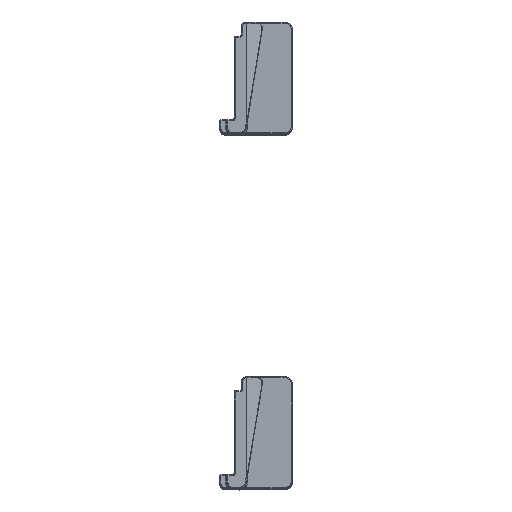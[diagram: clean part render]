
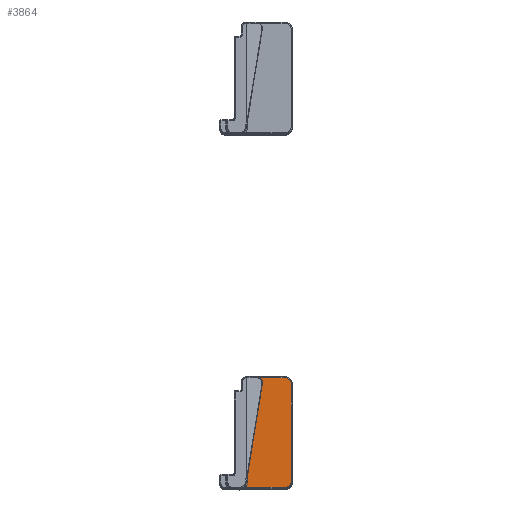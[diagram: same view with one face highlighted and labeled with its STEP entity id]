
A CAD part, top view. The second image highlights one B-rep face of the part: STEP entity #3864.
In plain terms, the highlighted face is planar.
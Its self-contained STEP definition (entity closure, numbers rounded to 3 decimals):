
#2458 = B_SPLINE_CURVE_WITH_KNOTS ( 'NONE', 3,
 ( #31034, #20622, #3028, #41915, #16677, #13574 ),
 .UNSPECIFIED., .F., .F.,
 ( 4, 2, 4 ),
 ( 0., 0.5, 1. ),
 .UNSPECIFIED. ) ;
#2473 = VECTOR ( 'NONE', #21191, 1000. ) ;
#2481 = VERTEX_POINT ( 'NONE', #29989 ) ;
#2579 = CARTESIAN_POINT ( 'NONE',  ( -115.202, 48.195, -53.163 ) ) ;
#2654 = DIRECTION ( 'NONE',  ( 0., 0., -1. ) ) ;
#2753 = VERTEX_POINT ( 'NONE', #24496 ) ;
#2790 = DIRECTION ( 'NONE',  ( 0., 1., 0. ) ) ;
#2973 = CARTESIAN_POINT ( 'NONE',  ( -84.002, 48.195, -65.763 ) ) ;
#3028 = CARTESIAN_POINT ( 'NONE',  ( -114.369, 48.195, -53.309 ) ) ;
#3054 =( BOUNDED_CURVE ( )  B_SPLINE_CURVE ( 3, ( #10062, #17246, #24319, #34393 ),
 .UNSPECIFIED., .F., .T. ) 
 B_SPLINE_CURVE_WITH_KNOTS ( ( 4, 4 ),
 ( 0., 1. ),
 .UNSPECIFIED. ) 
 CURVE ( )  GEOMETRIC_REPRESENTATION_ITEM ( )  RATIONAL_B_SPLINE_CURVE ( ( 1., 0.805, 0.805, 1. ) ) 
 REPRESENTATION_ITEM ( '' )  );
#3124 = CARTESIAN_POINT ( 'NONE',  ( -113.639, 48.195, -53.463 ) ) ;
#3427 = CARTESIAN_POINT ( 'NONE',  ( -87.702, 48.195, -53.163 ) ) ;
#3864 = ADVANCED_FACE ( 'NONE', ( #32399 ), #5674, .F. ) ;
#4104 = VECTOR ( 'NONE', #24577, 1000. ) ;
#4490 = EDGE_CURVE ( 'NONE', #19175, #24608, #42268, .T. ) ;
#4853 = CARTESIAN_POINT ( 'NONE',  ( -113.703, 48.195, -53.461 ) ) ;
#5231 = DIRECTION ( 'NONE',  ( 0.987, 0., -0.16 ) ) ;
#5250 = CARTESIAN_POINT ( 'NONE',  ( -86.002, 48.195, -51.963 ) ) ;
#5304 = EDGE_CURVE ( 'NONE', #15338, #23301, #2458, .T. ) ;
#5674 = PLANE ( 'NONE',  #22059 ) ;
#6542 = VECTOR ( 'NONE', #7365, 1000. ) ;
#6957 = CARTESIAN_POINT ( 'NONE',  ( -88.302, 48.195, -53.463 ) ) ;
#7365 = DIRECTION ( 'NONE',  ( 0., 0., 1. ) ) ;
#7731 = ORIENTED_EDGE ( 'NONE', *, *, #19722, .F. ) ;
#8325 =( BOUNDED_CURVE ( )  B_SPLINE_CURVE ( 3, ( #5250, #25984, #29579, #33089 ),
 .UNSPECIFIED., .F., .F. ) 
 B_SPLINE_CURVE_WITH_KNOTS ( ( 4, 4 ),
 ( 0., 1. ),
 .UNSPECIFIED. ) 
 CURVE ( )  GEOMETRIC_REPRESENTATION_ITEM ( )  RATIONAL_B_SPLINE_CURVE ( ( 1., 0.805, 0.805, 1. ) ) 
 REPRESENTATION_ITEM ( '' )  );
#9204 = EDGE_CURVE ( 'NONE', #20674, #19175, #16014, .T. ) ;
#9562 = DIRECTION ( 'NONE',  ( -1., 0., 0. ) ) ;
#10062 = CARTESIAN_POINT ( 'NONE',  ( -113.502, 48.195, -65.763 ) ) ;
#10131 = EDGE_CURVE ( 'NONE', #28090, #23301, #21889, .T. ) ;
#11531 = CARTESIAN_POINT ( 'NONE',  ( -87.702, 48.195, -52.863 ) ) ;
#11659 = CARTESIAN_POINT ( 'NONE',  ( -113.735, 48.195, -53.456 ) ) ;
#11989 = VECTOR ( 'NONE', #28237, 1000. ) ;
#12718 = EDGE_CURVE ( 'NONE', #37042, #43322, #23616, .T. ) ;
#13574 = CARTESIAN_POINT ( 'NONE',  ( -115.202, 48.195, -52.713 ) ) ;
#15338 = VERTEX_POINT ( 'NONE', #22524 ) ;
#16014 =( BOUNDED_CURVE ( )  B_SPLINE_CURVE ( 3, ( #41680, #27643, #38111, #34592 ),
 .UNSPECIFIED., .F., .T. ) 
 B_SPLINE_CURVE_WITH_KNOTS ( ( 4, 4 ),
 ( 0., 1. ),
 .UNSPECIFIED. ) 
 CURVE ( )  GEOMETRIC_REPRESENTATION_ITEM ( )  RATIONAL_B_SPLINE_CURVE ( ( 1., 0.805, 0.805, 1. ) ) 
 REPRESENTATION_ITEM ( '' )  );
#16677 = CARTESIAN_POINT ( 'NONE',  ( -115.027, 48.195, -52.904 ) ) ;
#16700 = VERTEX_POINT ( 'NONE', #3124 ) ;
#16785 = EDGE_CURVE ( 'NONE', #43322, #2481, #33794, .T. ) ;
#17246 = CARTESIAN_POINT ( 'NONE',  ( -114.498, 48.195, -65.763 ) ) ;
#17278 = ORIENTED_EDGE ( 'NONE', *, *, #32720, .F. ) ;
#17555 = CARTESIAN_POINT ( 'NONE',  ( -115.202, 48.195, -52.713 ) ) ;
#17635 = EDGE_CURVE ( 'NONE', #15338, #42363, #36996, .T. ) ;
#18623 = CARTESIAN_POINT ( 'NONE',  ( -113.639, 48.195, -53.463 ) ) ;
#19175 = VERTEX_POINT ( 'NONE', #21609 ) ;
#19722 = EDGE_CURVE ( 'NONE', #42363, #16700, #30456, .T. ) ;
#20106 = ORIENTED_EDGE ( 'NONE', *, *, #17635, .F. ) ;
#20622 = CARTESIAN_POINT ( 'NONE',  ( -114.127, 48.195, -53.392 ) ) ;
#20674 = VERTEX_POINT ( 'NONE', #28703 ) ;
#21043 = CARTESIAN_POINT ( 'NONE',  ( -84.002, 48.195, -53.463 ) ) ;
#21076 = EDGE_LOOP ( 'NONE', ( #36722, #28379, #34279, #38459, #40114, #24538, #7731, #20106, #25944, #43981, #17278, #44030, #40782 ) ) ;
#21191 = DIRECTION ( 'NONE',  ( 1., 0., 0. ) ) ;
#21296 = LINE ( 'NONE', #31966, #11989 ) ;
#21609 = CARTESIAN_POINT ( 'NONE',  ( -86.002, 48.195, -65.763 ) ) ;
#21889 = LINE ( 'NONE', #2579, #6542 ) ;
#22059 = AXIS2_PLACEMENT_3D ( 'NONE', #44923, #2790, #27355 ) ;
#22524 = CARTESIAN_POINT ( 'NONE',  ( -113.87, 48.195, -53.434 ) ) ;
#22653 = VECTOR ( 'NONE', #5231, 1000. ) ;
#23301 = VERTEX_POINT ( 'NONE', #17555 ) ;
#23616 =( BOUNDED_CURVE ( )  B_SPLINE_CURVE ( 3, ( #6957, #41900, #45432, #34816 ),
 .UNSPECIFIED., .F., .T. ) 
 B_SPLINE_CURVE_WITH_KNOTS ( ( 4, 4 ),
 ( 0., 1. ),
 .UNSPECIFIED. ) 
 CURVE ( )  GEOMETRIC_REPRESENTATION_ITEM ( )  RATIONAL_B_SPLINE_CURVE ( ( 1., 0.805, 0.805, 1. ) ) 
 REPRESENTATION_ITEM ( '' )  );
#24319 = CARTESIAN_POINT ( 'NONE',  ( -115.202, 48.195, -65.059 ) ) ;
#24496 = CARTESIAN_POINT ( 'NONE',  ( -86.002, 48.195, -51.963 ) ) ;
#24538 = ORIENTED_EDGE ( 'NONE', *, *, #43128, .F. ) ;
#24577 = DIRECTION ( 'NONE',  ( 0., 0., 1. ) ) ;
#24582 = CARTESIAN_POINT ( 'NONE',  ( -84.302, 48.195, -53.663 ) ) ;
#24608 = VERTEX_POINT ( 'NONE', #29800 ) ;
#25916 = CARTESIAN_POINT ( 'NONE',  ( -115.202, 48.195, -64.063 ) ) ;
#25944 = ORIENTED_EDGE ( 'NONE', *, *, #5304, .T. ) ;
#25984 = CARTESIAN_POINT ( 'NONE',  ( -85.006, 48.195, -51.963 ) ) ;
#26025 = CARTESIAN_POINT ( 'NONE',  ( -113.671, 48.195, -53.463 ) ) ;
#26432 = VERTEX_POINT ( 'NONE', #24582 ) ;
#27355 = DIRECTION ( 'NONE',  ( 0., 0., 1. ) ) ;
#27643 = CARTESIAN_POINT ( 'NONE',  ( -84.302, 48.195, -65.059 ) ) ;
#28090 = VERTEX_POINT ( 'NONE', #25916 ) ;
#28237 = DIRECTION ( 'NONE',  ( 1., 0., 0. ) ) ;
#28379 = ORIENTED_EDGE ( 'NONE', *, *, #44716, .F. ) ;
#28703 = CARTESIAN_POINT ( 'NONE',  ( -84.302, 48.195, -64.063 ) ) ;
#28825 = LINE ( 'NONE', #21043, #2473 ) ;
#29579 = CARTESIAN_POINT ( 'NONE',  ( -84.302, 48.195, -52.667 ) ) ;
#29800 = CARTESIAN_POINT ( 'NONE',  ( -113.502, 48.195, -65.763 ) ) ;
#29989 = CARTESIAN_POINT ( 'NONE',  ( -87.702, 48.195, -51.963 ) ) ;
#30456 =( BOUNDED_CURVE ( )  B_SPLINE_CURVE ( 3, ( #39908, #4853, #26025, #18623 ),
 .UNSPECIFIED., .F., .T. ) 
 B_SPLINE_CURVE_WITH_KNOTS ( ( 4, 4 ),
 ( 0., 1. ),
 .UNSPECIFIED. ) 
 CURVE ( )  GEOMETRIC_REPRESENTATION_ITEM ( )  RATIONAL_B_SPLINE_CURVE ( ( 1., 0.998, 0.998, 1. ) ) 
 REPRESENTATION_ITEM ( '' )  );
#31034 = CARTESIAN_POINT ( 'NONE',  ( -113.87, 48.195, -53.434 ) ) ;
#31966 = CARTESIAN_POINT ( 'NONE',  ( -84.002, 48.195, -51.963 ) ) ;
#32358 = VECTOR ( 'NONE', #9562, 1000. ) ;
#32399 = FACE_OUTER_BOUND ( 'NONE', #21076, .T. ) ;
#32720 = EDGE_CURVE ( 'NONE', #24608, #28090, #3054, .T. ) ;
#32814 = CARTESIAN_POINT ( 'NONE',  ( -88.302, 48.195, -53.463 ) ) ;
#33089 = CARTESIAN_POINT ( 'NONE',  ( -84.302, 48.195, -53.663 ) ) ;
#33794 = LINE ( 'NONE', #3427, #4104 ) ;
#34279 = ORIENTED_EDGE ( 'NONE', *, *, #35320, .F. ) ;
#34393 = CARTESIAN_POINT ( 'NONE',  ( -115.202, 48.195, -64.063 ) ) ;
#34592 = CARTESIAN_POINT ( 'NONE',  ( -86.002, 48.195, -65.763 ) ) ;
#34816 = CARTESIAN_POINT ( 'NONE',  ( -87.702, 48.195, -52.863 ) ) ;
#35320 = EDGE_CURVE ( 'NONE', #2481, #2753, #21296, .T. ) ;
#36722 = ORIENTED_EDGE ( 'NONE', *, *, #42758, .F. ) ;
#36996 = LINE ( 'NONE', #43723, #22653 ) ;
#37042 = VERTEX_POINT ( 'NONE', #32814 ) ;
#37665 = CARTESIAN_POINT ( 'NONE',  ( -84.302, 48.195, -53.163 ) ) ;
#38111 = CARTESIAN_POINT ( 'NONE',  ( -85.006, 48.195, -65.763 ) ) ;
#38459 = ORIENTED_EDGE ( 'NONE', *, *, #16785, .F. ) ;
#39908 = CARTESIAN_POINT ( 'NONE',  ( -113.735, 48.195, -53.456 ) ) ;
#40114 = ORIENTED_EDGE ( 'NONE', *, *, #12718, .F. ) ;
#40782 = ORIENTED_EDGE ( 'NONE', *, *, #9204, .F. ) ;
#41260 = LINE ( 'NONE', #37665, #41779 ) ;
#41680 = CARTESIAN_POINT ( 'NONE',  ( -84.302, 48.195, -64.063 ) ) ;
#41779 = VECTOR ( 'NONE', #2654, 1000. ) ;
#41900 = CARTESIAN_POINT ( 'NONE',  ( -87.95, 48.195, -53.463 ) ) ;
#41915 = CARTESIAN_POINT ( 'NONE',  ( -114.825, 48.195, -53.062 ) ) ;
#42268 = LINE ( 'NONE', #2973, #32358 ) ;
#42363 = VERTEX_POINT ( 'NONE', #11659 ) ;
#42758 = EDGE_CURVE ( 'NONE', #26432, #20674, #41260, .T. ) ;
#43128 = EDGE_CURVE ( 'NONE', #16700, #37042, #28825, .T. ) ;
#43322 = VERTEX_POINT ( 'NONE', #11531 ) ;
#43723 = CARTESIAN_POINT ( 'NONE',  ( -113.87, 48.195, -53.434 ) ) ;
#43981 = ORIENTED_EDGE ( 'NONE', *, *, #10131, .F. ) ;
#44030 = ORIENTED_EDGE ( 'NONE', *, *, #4490, .F. ) ;
#44716 = EDGE_CURVE ( 'NONE', #2753, #26432, #8325, .T. ) ;
#44923 = CARTESIAN_POINT ( 'NONE',  ( -84.002, 48.195, -53.163 ) ) ;
#45432 = CARTESIAN_POINT ( 'NONE',  ( -87.702, 48.195, -53.215 ) ) ;
